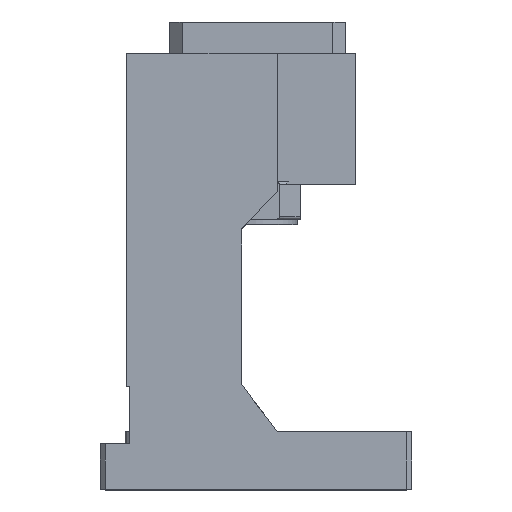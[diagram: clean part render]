
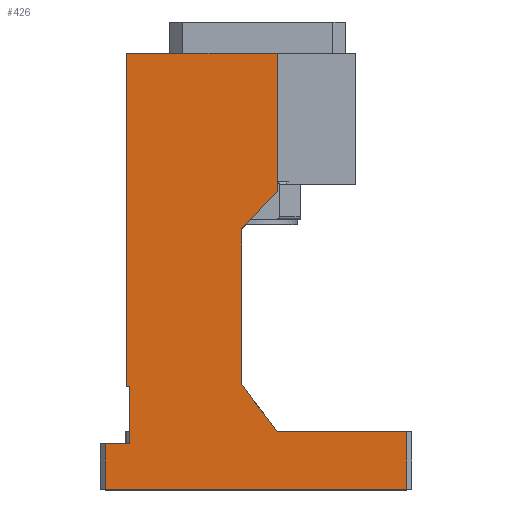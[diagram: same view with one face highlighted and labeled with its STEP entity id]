
A CAD part, top view. The second image highlights one B-rep face of the part: STEP entity #426.
In plain terms, the highlighted planar face has unit normal (0, 0, 1).
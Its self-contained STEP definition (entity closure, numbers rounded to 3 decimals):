
#22 = CARTESIAN_POINT ( 'NONE',  ( -24.9, 34.35, 30. ) ) ;
#29 = ORIENTED_EDGE ( 'NONE', *, *, #2304, .T. ) ;
#125 = VECTOR ( 'NONE', #2483, 1000. ) ;
#145 = CARTESIAN_POINT ( 'NONE',  ( -2.75, 64.65, 30. ) ) ;
#181 = LINE ( 'NONE', #2382, #4036 ) ;
#196 = ORIENTED_EDGE ( 'NONE', *, *, #3795, .F. ) ;
#219 = EDGE_CURVE ( 'NONE', #2109, #952, #2741, .T. ) ;
#315 = LINE ( 'NONE', #1305, #4254 ) ;
#319 = EDGE_CURVE ( 'NONE', #2655, #1534, #2486, .T. ) ;
#409 = AXIS2_PLACEMENT_3D ( 'NONE', #1244, #3264, #569 ) ;
#420 = CARTESIAN_POINT ( 'NONE',  ( -24.9, 25.65, 30. ) ) ;
#426 = ADVANCED_FACE ( 'NONE', ( #4205 ), #1225, .T. ) ;
#453 = ORIENTED_EDGE ( 'NONE', *, *, #2153, .T. ) ;
#461 = VERTEX_POINT ( 'NONE', #3894 ) ;
#485 = ORIENTED_EDGE ( 'NONE', *, *, #1729, .T. ) ;
#526 = EDGE_CURVE ( 'NONE', #2140, #1483, #1923, .T. ) ;
#569 = DIRECTION ( 'NONE',  ( 1., 0., 0. ) ) ;
#733 = VERTEX_POINT ( 'NONE', #2436 ) ;
#786 = VECTOR ( 'NONE', #1218, 1000. ) ;
#938 = DIRECTION ( 'NONE',  ( 0., -1., 0. ) ) ;
#952 = VERTEX_POINT ( 'NONE', #2566 ) ;
#961 = CARTESIAN_POINT ( 'NONE',  ( 4.1, 98.5, 30. ) ) ;
#1003 = EDGE_LOOP ( 'NONE', ( #3247, #4183, #485, #2311, #3322, #3513, #1941, #196, #2597, #2543, #453, #29, #2038 ) ) ;
#1218 = DIRECTION ( 'NONE',  ( 0., 1., 0. ) ) ;
#1225 = PLANE ( 'NONE',  #409 ) ;
#1244 = CARTESIAN_POINT ( 'NONE',  ( 30., 25.65, 30. ) ) ;
#1271 = CARTESIAN_POINT ( 'NONE',  ( -24.3, 33.3, 30. ) ) ;
#1305 = CARTESIAN_POINT ( 'NONE',  ( -2.75, 34.65, 30. ) ) ;
#1361 = VECTOR ( 'NONE', #2722, 1000. ) ;
#1377 = VERTEX_POINT ( 'NONE', #3253 ) ;
#1483 = VERTEX_POINT ( 'NONE', #1709 ) ;
#1534 = VERTEX_POINT ( 'NONE', #2707 ) ;
#1545 = EDGE_CURVE ( 'NONE', #733, #1534, #1973, .T. ) ;
#1572 = VERTEX_POINT ( 'NONE', #22 ) ;
#1669 = DIRECTION ( 'NONE',  ( 0., -1., 0. ) ) ;
#1676 = EDGE_CURVE ( 'NONE', #1572, #461, #3398, .T. ) ;
#1685 = VECTOR ( 'NONE', #1669, 1000. ) ;
#1709 = CARTESIAN_POINT ( 'NONE',  ( 4.1, 71.9, 30. ) ) ;
#1729 = EDGE_CURVE ( 'NONE', #2490, #1377, #4130, .T. ) ;
#1744 = DIRECTION ( 'NONE',  ( 0., 1., 0. ) ) ;
#1807 = DIRECTION ( 'NONE',  ( -1., 0., 0. ) ) ;
#1884 = LINE ( 'NONE', #1271, #4072 ) ;
#1893 = CARTESIAN_POINT ( 'NONE',  ( 29., 25.65, 30. ) ) ;
#1923 = LINE ( 'NONE', #961, #3515 ) ;
#1941 = ORIENTED_EDGE ( 'NONE', *, *, #526, .F. ) ;
#1943 = VERTEX_POINT ( 'NONE', #3686 ) ;
#1951 = DIRECTION ( 'NONE',  ( 0., -1., 0. ) ) ;
#1970 = CARTESIAN_POINT ( 'NONE',  ( -24.9, 34.35, 30. ) ) ;
#1973 = LINE ( 'NONE', #3336, #1685 ) ;
#2038 = ORIENTED_EDGE ( 'NONE', *, *, #1545, .T. ) ;
#2109 = VERTEX_POINT ( 'NONE', #145 ) ;
#2121 = VECTOR ( 'NONE', #2136, 1000. ) ;
#2136 = DIRECTION ( 'NONE',  ( -1., 0., 0. ) ) ;
#2140 = VERTEX_POINT ( 'NONE', #2187 ) ;
#2153 = EDGE_CURVE ( 'NONE', #3147, #1943, #1884, .T. ) ;
#2187 = CARTESIAN_POINT ( 'NONE',  ( 4.1, 98.5, 30. ) ) ;
#2220 = LINE ( 'NONE', #1893, #786 ) ;
#2301 = LINE ( 'NONE', #1970, #2724 ) ;
#2304 = EDGE_CURVE ( 'NONE', #1943, #733, #181, .T. ) ;
#2311 = ORIENTED_EDGE ( 'NONE', *, *, #2449, .F. ) ;
#2343 = CARTESIAN_POINT ( 'NONE',  ( 4.1, 71.9, 30. ) ) ;
#2382 = CARTESIAN_POINT ( 'NONE',  ( -24.3, 23.3, 30. ) ) ;
#2403 = CARTESIAN_POINT ( 'NONE',  ( -2.75, 64.65, 30. ) ) ;
#2419 = DIRECTION ( 'NONE',  ( 1., 0., 0. ) ) ;
#2436 = CARTESIAN_POINT ( 'NONE',  ( -29., 23.3, 30. ) ) ;
#2449 = EDGE_CURVE ( 'NONE', #952, #1377, #315, .T. ) ;
#2460 = VECTOR ( 'NONE', #2419, 1000. ) ;
#2483 = DIRECTION ( 'NONE',  ( -1., 0., 0. ) ) ;
#2486 = LINE ( 'NONE', #3464, #2121 ) ;
#2490 = VERTEX_POINT ( 'NONE', #3218 ) ;
#2543 = ORIENTED_EDGE ( 'NONE', *, *, #2892, .F. ) ;
#2566 = CARTESIAN_POINT ( 'NONE',  ( -2.75, 34.65, 30. ) ) ;
#2597 = ORIENTED_EDGE ( 'NONE', *, *, #1676, .F. ) ;
#2625 = VECTOR ( 'NONE', #1744, 1000. ) ;
#2655 = VERTEX_POINT ( 'NONE', #3997 ) ;
#2707 = CARTESIAN_POINT ( 'NONE',  ( -29., 14.5, 30. ) ) ;
#2722 = DIRECTION ( 'NONE',  ( 0., -1., 0. ) ) ;
#2724 = VECTOR ( 'NONE', #2947, 1000. ) ;
#2741 = LINE ( 'NONE', #2403, #1361 ) ;
#2758 = LINE ( 'NONE', #4020, #2460 ) ;
#2804 = CARTESIAN_POINT ( 'NONE',  ( -24.3, 34.35, 30. ) ) ;
#2823 = CARTESIAN_POINT ( 'NONE',  ( 30., 25.65, 30. ) ) ;
#2892 = EDGE_CURVE ( 'NONE', #3147, #1572, #2301, .T. ) ;
#2947 = DIRECTION ( 'NONE',  ( -1., 0., 0. ) ) ;
#3051 = VECTOR ( 'NONE', #3078, 1000. ) ;
#3078 = DIRECTION ( 'NONE',  ( -0.687, -0.727, 0. ) ) ;
#3147 = VERTEX_POINT ( 'NONE', #2804 ) ;
#3218 = CARTESIAN_POINT ( 'NONE',  ( 29., 25.65, 30. ) ) ;
#3247 = ORIENTED_EDGE ( 'NONE', *, *, #319, .F. ) ;
#3253 = CARTESIAN_POINT ( 'NONE',  ( 4.1, 25.65, 30. ) ) ;
#3264 = DIRECTION ( 'NONE',  ( 0., 0., 1. ) ) ;
#3322 = ORIENTED_EDGE ( 'NONE', *, *, #219, .F. ) ;
#3336 = CARTESIAN_POINT ( 'NONE',  ( -29., 25.65, 30. ) ) ;
#3369 = EDGE_CURVE ( 'NONE', #1483, #2109, #3722, .T. ) ;
#3398 = LINE ( 'NONE', #420, #2625 ) ;
#3464 = CARTESIAN_POINT ( 'NONE',  ( 30., 14.5, 30. ) ) ;
#3513 = ORIENTED_EDGE ( 'NONE', *, *, #3369, .F. ) ;
#3515 = VECTOR ( 'NONE', #938, 1000. ) ;
#3686 = CARTESIAN_POINT ( 'NONE',  ( -24.3, 23.3, 30. ) ) ;
#3722 = LINE ( 'NONE', #2343, #3051 ) ;
#3795 = EDGE_CURVE ( 'NONE', #461, #2140, #2758, .T. ) ;
#3878 = EDGE_CURVE ( 'NONE', #2655, #2490, #2220, .T. ) ;
#3894 = CARTESIAN_POINT ( 'NONE',  ( -24.9, 98.5, 30. ) ) ;
#3997 = CARTESIAN_POINT ( 'NONE',  ( 29., 14.5, 30. ) ) ;
#4020 = CARTESIAN_POINT ( 'NONE',  ( -24.9, 98.5, 30. ) ) ;
#4036 = VECTOR ( 'NONE', #1807, 1000. ) ;
#4072 = VECTOR ( 'NONE', #1951, 1000. ) ;
#4130 = LINE ( 'NONE', #2823, #125 ) ;
#4183 = ORIENTED_EDGE ( 'NONE', *, *, #3878, .T. ) ;
#4205 = FACE_OUTER_BOUND ( 'NONE', #1003, .T. ) ;
#4254 = VECTOR ( 'NONE', #4263, 1000. ) ;
#4263 = DIRECTION ( 'NONE',  ( 0.606, -0.796, 0. ) ) ;
